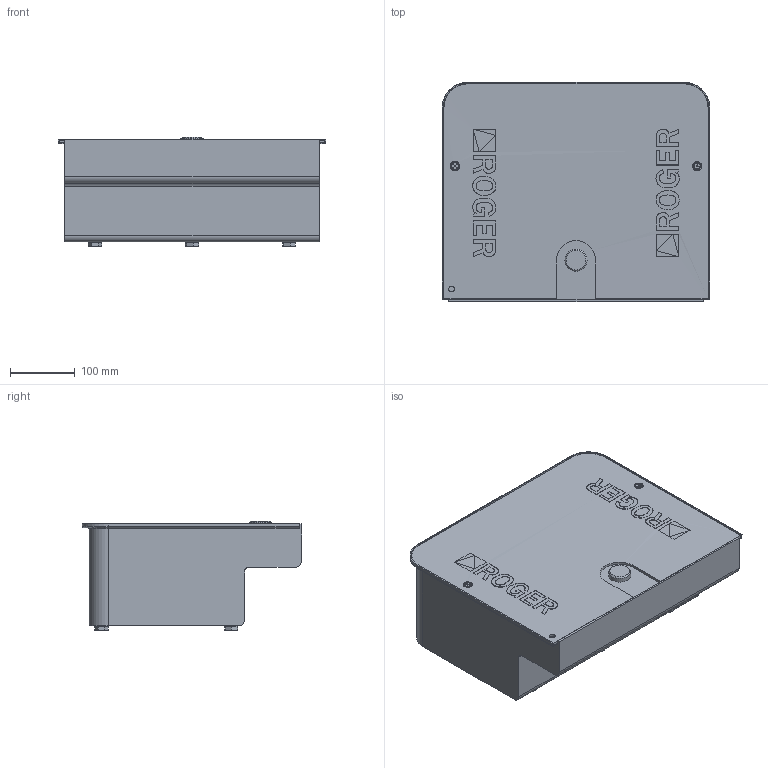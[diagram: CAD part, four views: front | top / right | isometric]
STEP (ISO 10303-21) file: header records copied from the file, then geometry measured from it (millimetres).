
FILE_DESCRIPTION (( 'STEP AP214' ), '1' );
FILE_NAME ('GRUPPO CASSA DI FONDAZIONE.STEP', '2017-03-02T09:26:30', ( 'admin' ), ( 'Microsoft' ), 'SwSTEP 2.0', 'SolidWorks 2016', '' );
FILE_SCHEMA (( 'AUTOMOTIVE_DESIGN' ));
Length unit declared in the file: millimetre
Products named in the file (1): GRUPPO CASSA DI FONDAZIONE
Bounding box: 414 x 339 x 169.5 mm (x, y, z)
Volume: 17105438.7 mm3; surface area: 760347.4 mm2
Topology: 2 solids, 2 shells, 542 faces, 1452 edges, 949 vertices
Faces by surface type: cylinder 226, plane 206, cone 79, torus 25, bspline 6
Entity records: 19146 total; most frequent: CARTESIAN_POINT 6399, ORIENTED_EDGE 2896, DIRECTION 2261, EDGE_CURVE 1448, VERTEX_POINT 949, AXIS2_PLACEMENT_3D 809, VECTOR 643, LINE 643
